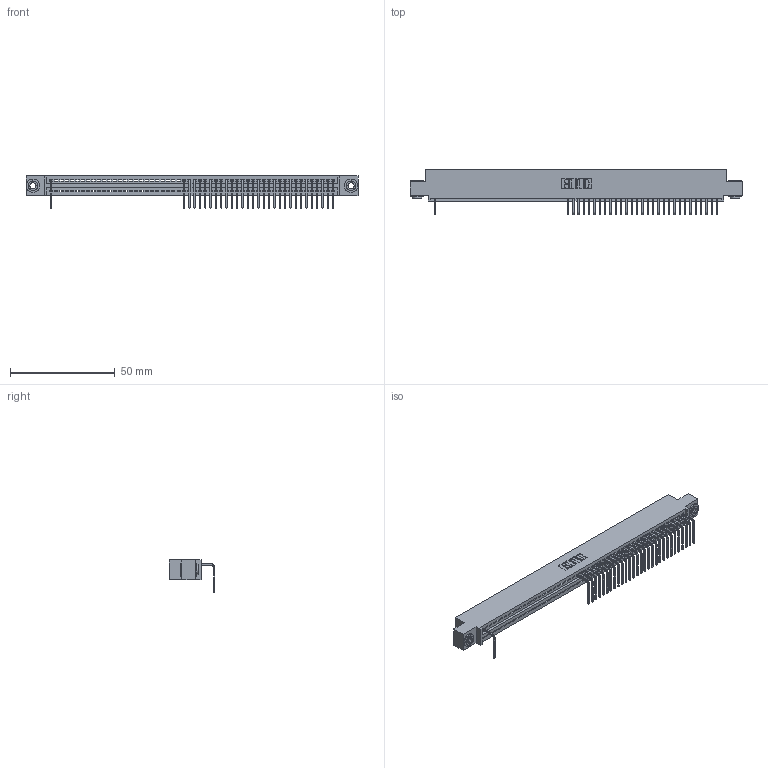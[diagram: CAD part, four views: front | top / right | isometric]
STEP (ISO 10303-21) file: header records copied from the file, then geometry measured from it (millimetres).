
FILE_DESCRIPTION (( 'STEP AP203' ), '1' );
FILE_NAME ('345-054-558-403.STEP', '2018-09-24T01:06:42', ( '' ), ( '' ), 'SwSTEP 2.0', 'SolidWorks 2016', '' );
FILE_SCHEMA (( 'CONFIG_CONTROL_DESIGN' ));
Length unit declared in the file: inch
Products named in the file (4): 345-292-001_558 Tail - 2; 345-250-002_345-250-002-102; 345-054-558-403; 345 Part_0.110 Offset - 0.156 Dia-TH
Assembly tree (33 placements, depth 2):
  345-054-558-403
    345 Part_0.110 Offset - 0.156 Dia-TH
    345-292-001_558 Tail - 2  x30
    345-250-002_345-250-002-102  x2
Bounding box: 158.37 x 21.83 x 15.37 mm (x, y, z)
Volume: 14911.5 mm3; surface area: 19403.4 mm2
Topology: 33 solids, 33 shells, 2352 faces, 7185 edges, 4746 vertices
Faces by surface type: plane 1690, cylinder 654, cone 8
Entity records: 39124 total; most frequent: ORIENTED_EDGE 6870, CARTESIAN_POINT 6865, DIRECTION 5981, EDGE_CURVE 3435, VECTOR 3063, LINE 3063, VERTEX_POINT 2286, AXIS2_PLACEMENT_3D 1459
